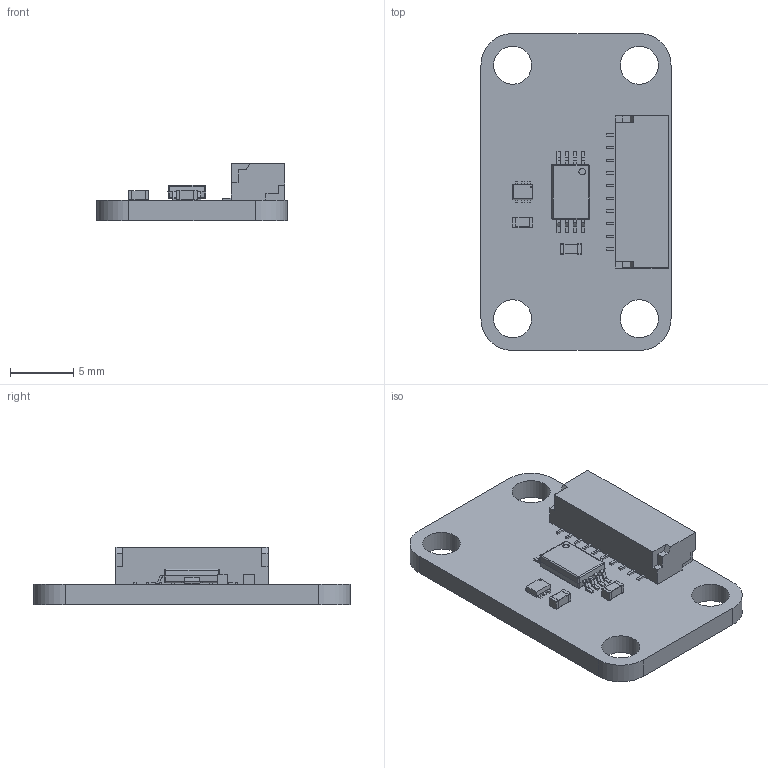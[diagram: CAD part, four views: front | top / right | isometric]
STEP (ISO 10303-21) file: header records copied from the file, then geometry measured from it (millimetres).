
FILE_DESCRIPTION(('FreeCAD Model'),'2;1');
FILE_NAME( 'temperature.step', '2017-08-04T15:22:32',('kicad StepUp'),('ksu MCAD'), 'Open CASCADE STEP processor 6.8','FreeCAD','Unknown');
FILE_SCHEMA(('AUTOMOTIVE_DESIGN_CC2 { 1 2 10303 214 -1 1 5 4 }'));
Length unit declared in the file: millimetre
Products named in the file (6): Pcb; SOT-563_; C_0603_; C_0603_001; SM10B-SRSS_; TSSOP-8_
Bounding box: 15 x 25 x 4.5 mm (x, y, z)
Volume: 644.8 mm3; surface area: 1236.2 mm2
Topology: 12 solids, 12 shells, 414 faces, 1089 edges, 708 vertices
Faces by surface type: plane 315, cylinder 83, bspline 8, sphere 8
Full cylindrical faces by diameter (mm): 0.11 x1, 3 x4
Entity records: 15411 total; most frequent: CARTESIAN_POINT 2248, ORIENTED_EDGE 2162, DIRECTION 2041, EDGE_CURVE 1081, LINE 911, VECTOR 911, VERTEX_POINT 708, AXIS2_PLACEMENT_3D 565
